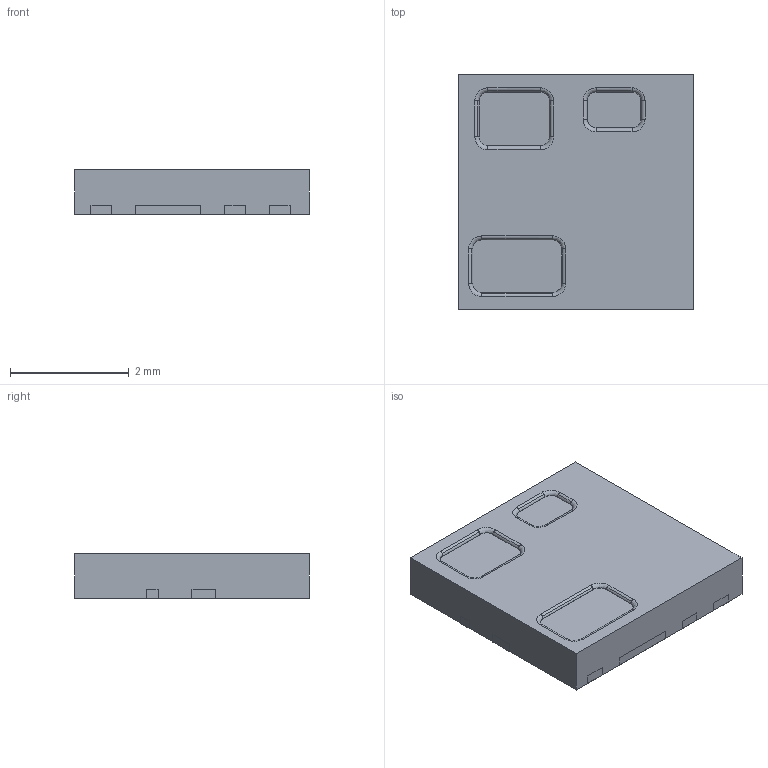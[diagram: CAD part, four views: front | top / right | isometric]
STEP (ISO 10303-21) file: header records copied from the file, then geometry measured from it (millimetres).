
FILE_DESCRIPTION (( 'STEP AP214' ), '1' );
FILE_NAME ('vcnl4010.stp', '2021-09-27T11:16:49', ( '' ), ( '' ), 'SwSTEP 2.0', 'SolidWorks 2020', '' );
FILE_SCHEMA (( 'AUTOMOTIVE_DESIGN' ));
Length unit declared in the file: millimetre
Products named in the file (1): vcnl4010
Bounding box: 3.95 x 3.95 x 0.75 mm (x, y, z)
Surface area: 84.9 mm2
Topology: 12 solids, 12 shells, 329 faces, 834 edges, 532 vertices
Faces by surface type: plane 149, cylinder 144, bspline 36
Entity records: 15492 total; most frequent: CARTESIAN_POINT 4516, ORIENTED_EDGE 1668, DIRECTION 1194, EDGE_CURVE 834, VERTEX_POINT 532, LINE 510, VECTOR 510, UNCERTAINTY_MEASURE_WITH_UNIT 343
